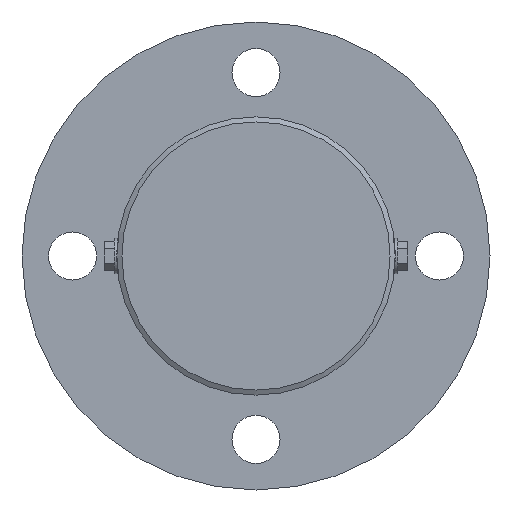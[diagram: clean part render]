
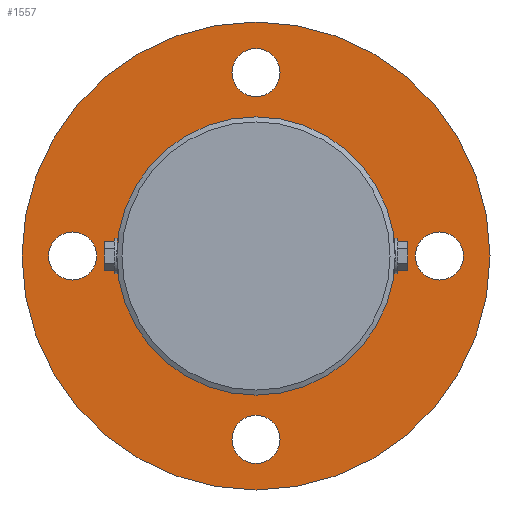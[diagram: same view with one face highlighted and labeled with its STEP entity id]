
A CAD part, front view. The second image highlights one B-rep face of the part: STEP entity #1557.
In plain terms, the highlighted planar face has unit normal (0, -1, 0).
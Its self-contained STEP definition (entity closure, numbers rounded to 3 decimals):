
#43=PLANE('',#1676);
#106=CIRCLE('',#1675,47.848);
#107=CIRCLE('',#1677,92.5);
#108=CIRCLE('',#1678,9.5);
#109=CIRCLE('',#1679,9.5);
#110=CIRCLE('',#1680,9.5);
#111=CIRCLE('',#1681,9.5);
#301=ORIENTED_EDGE('',*,*,#502,.F.);
#302=ORIENTED_EDGE('',*,*,#503,.T.);
#303=ORIENTED_EDGE('',*,*,#504,.T.);
#304=ORIENTED_EDGE('',*,*,#505,.T.);
#305=ORIENTED_EDGE('',*,*,#506,.T.);
#306=ORIENTED_EDGE('',*,*,#501,.T.);
#501=EDGE_CURVE('',#614,#614,#106,.T.);
#502=EDGE_CURVE('',#615,#615,#107,.T.);
#503=EDGE_CURVE('',#616,#616,#108,.T.);
#504=EDGE_CURVE('',#617,#617,#109,.T.);
#505=EDGE_CURVE('',#618,#618,#110,.T.);
#506=EDGE_CURVE('',#619,#619,#111,.T.);
#614=VERTEX_POINT('',#2257);
#615=VERTEX_POINT('',#2260);
#616=VERTEX_POINT('',#2262);
#617=VERTEX_POINT('',#2264);
#618=VERTEX_POINT('',#2266);
#619=VERTEX_POINT('',#2268);
#739=EDGE_LOOP('',(#301));
#740=EDGE_LOOP('',(#302));
#741=EDGE_LOOP('',(#303));
#742=EDGE_LOOP('',(#304));
#743=EDGE_LOOP('',(#305));
#744=EDGE_LOOP('',(#306));
#877=FACE_BOUND('',#739,.T.);
#878=FACE_BOUND('',#740,.T.);
#879=FACE_BOUND('',#741,.T.);
#880=FACE_BOUND('',#742,.T.);
#881=FACE_BOUND('',#743,.T.);
#882=FACE_BOUND('',#744,.T.);
#1557=ADVANCED_FACE('',(#877,#878,#879,#880,#881,#882),#43,.F.);
#1675=AXIS2_PLACEMENT_3D('',#2256,#1895,#1896);
#1676=AXIS2_PLACEMENT_3D('',#2258,#1897,#1898);
#1677=AXIS2_PLACEMENT_3D('',#2259,#1899,#1900);
#1678=AXIS2_PLACEMENT_3D('',#2261,#1901,#1902);
#1679=AXIS2_PLACEMENT_3D('',#2263,#1903,#1904);
#1680=AXIS2_PLACEMENT_3D('',#2265,#1905,#1906);
#1681=AXIS2_PLACEMENT_3D('',#2267,#1907,#1908);
#1895=DIRECTION('',(0.,1.,0.));
#1896=DIRECTION('',(0.,0.,1.));
#1897=DIRECTION('',(0.,1.,0.));
#1898=DIRECTION('',(0.,0.,1.));
#1899=DIRECTION('',(0.,1.,0.));
#1900=DIRECTION('',(0.,0.,1.));
#1901=DIRECTION('',(0.,1.,0.));
#1902=DIRECTION('',(0.,0.,1.));
#1903=DIRECTION('',(0.,1.,0.));
#1904=DIRECTION('',(0.,0.,1.));
#1905=DIRECTION('',(0.,1.,0.));
#1906=DIRECTION('',(0.,0.,1.));
#1907=DIRECTION('',(0.,1.,0.));
#1908=DIRECTION('',(0.,0.,1.));
#2256=CARTESIAN_POINT('',(0.,134.,0.));
#2257=CARTESIAN_POINT('',(0.,134.,47.848));
#2258=CARTESIAN_POINT('',(-47.848,134.,0.));
#2259=CARTESIAN_POINT('',(0.,134.,0.));
#2260=CARTESIAN_POINT('',(0.,134.,92.5));
#2261=CARTESIAN_POINT('',(-72.5,134.,0.));
#2262=CARTESIAN_POINT('',(-72.5,134.,9.5));
#2263=CARTESIAN_POINT('',(0.,134.,-72.5));
#2264=CARTESIAN_POINT('',(0.,134.,-63.));
#2265=CARTESIAN_POINT('',(0.,134.,72.5));
#2266=CARTESIAN_POINT('',(0.,134.,82.));
#2267=CARTESIAN_POINT('',(72.5,134.,0.));
#2268=CARTESIAN_POINT('',(72.5,134.,9.5));
